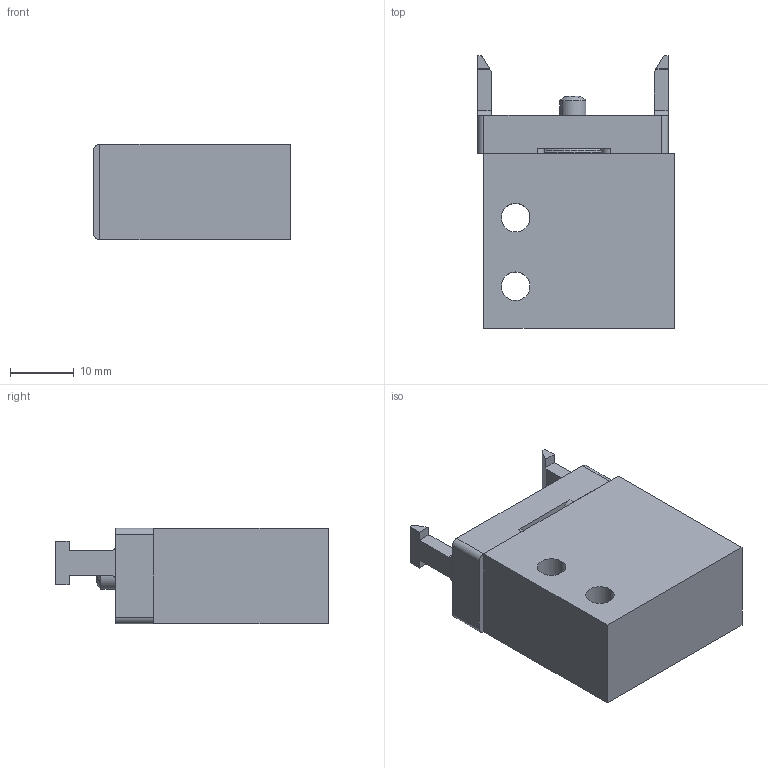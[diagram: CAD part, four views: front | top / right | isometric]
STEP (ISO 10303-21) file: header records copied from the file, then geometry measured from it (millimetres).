
FILE_DESCRIPTION (( 'STEP AP214' ), '1' );
FILE_NAME ('08_175_4.STEP', '2016-07-29T12:38:06', ( '' ), ( '' ), 'SwSTEP 2.0', 'SolidWorks 2016', '' );
FILE_SCHEMA (( 'AUTOMOTIVE_DESIGN' ));
Length unit declared in the file: millimetre
Products named in the file (1): 08_175_4
Bounding box: 31 x 42.9 x 15 mm (x, y, z)
Volume: 14120.4 mm3; surface area: 6584.4 mm2
Topology: 6 solids, 6 shells, 331 faces, 834 edges, 522 vertices
Faces by surface type: cone 120, plane 103, cylinder 92, torus 10, sphere 6
Entity records: 10327 total; most frequent: DIRECTION 1900, CARTESIAN_POINT 1782, ORIENTED_EDGE 1660, EDGE_CURVE 830, AXIS2_PLACEMENT_3D 768, VERTEX_POINT 522, CIRCLE 436, LINE 364
